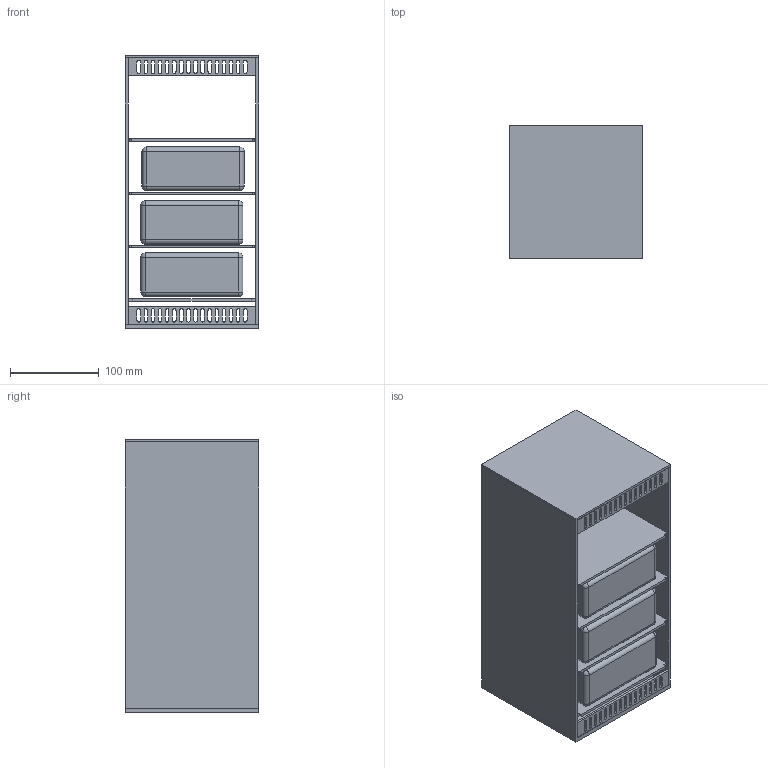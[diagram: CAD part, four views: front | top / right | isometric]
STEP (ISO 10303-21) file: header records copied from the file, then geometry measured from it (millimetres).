
FILE_DESCRIPTION(/* description */ ('STEP AP242','CAx-IF Rec.Pracs.---Representation and Presentation of Product Manufacturing Information (PMI)---4.0---2014-10-13','CAx-IF Rec.Pracs.---3D Tessellated Geometry---0.4---2014-09-14','2;1'),/* implementation_level */ '2;1');
FILE_NAME(/* name */ '66d25cf5314ff53c6ad1e545',/* time_stamp */ '2024-08-30T23:59:49Z',/* author */ (''),/* organization */ (''),/* preprocessor_version */ 'ST-DEVELOPER v20',/* originating_system */ ' ',/* authorisation */ ' ');
FILE_SCHEMA (('AP242_MANAGED_MODEL_BASED_3D_ENGINEERING_MIM_LF { 1 0 10303 442 1 1 4 }'));
Length unit declared in the file: metre
Products named in the file (14): Assembly 1; Part 15; Part 1; vent front bot; Part 16; vent back bot; side left; vent front top; vent back top; top; bot; Part 14; shelf; side right
Assembly tree (15 placements, depth 2):
  Assembly 1
    Part 15
    Part 1  x3
    vent front bot
    Part 16
    vent back bot
    side left
    vent front top
    vent back top
    top
    bot
    Part 14
    shelf
    side right
Bounding box: 150 x 150 x 308 mm (x, y, z)
Volume: 2659216.5 mm3; surface area: 626196.9 mm2
Topology: 15 solids, 15 shells, 438 faces, 1140 edges, 720 vertices
Faces by surface type: plane 238, cylinder 176, sphere 24
Full cylindrical faces by diameter (mm): 2.5 x12
Entity records: 12528 total; most frequent: DIRECTION 2116, CARTESIAN_POINT 2082, ORIENTED_EDGE 2016, EDGE_CURVE 1008, AXIS2_PLACEMENT_3D 706, LINE 704, VECTOR 704, VERTEX_POINT 672
